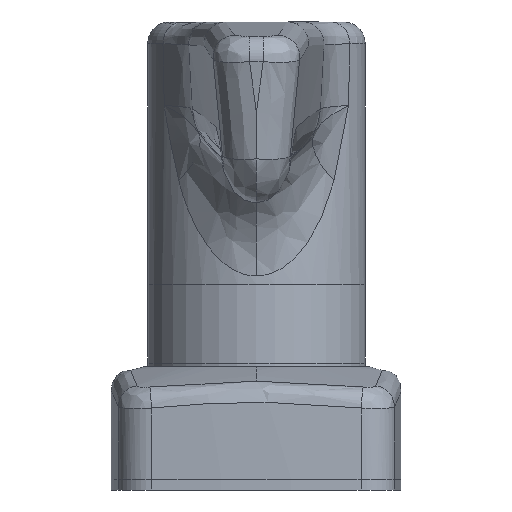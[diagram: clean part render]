
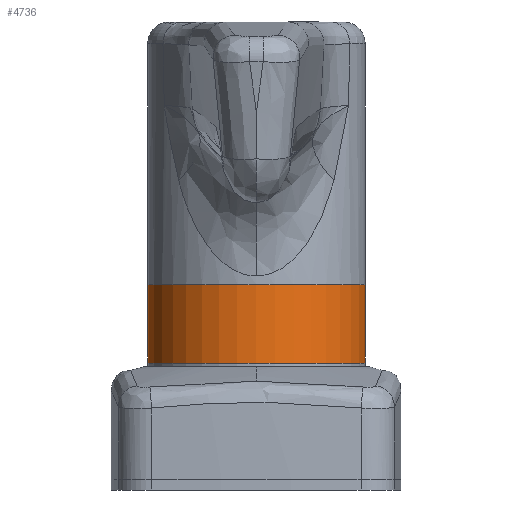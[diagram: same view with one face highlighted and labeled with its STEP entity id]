
A CAD part, front view. The second image highlights one B-rep face of the part: STEP entity #4736.
In plain terms, the highlighted cylindrical face has radius 15 mm (diameter 30 mm), a partial arc.
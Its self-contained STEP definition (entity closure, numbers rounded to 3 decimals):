
#139 = DIRECTION ( 'NONE',  ( 1., 0., 0. ) ) ;
#153 = CARTESIAN_POINT ( 'NONE',  ( 0., 0., -5. ) ) ;
#175 = DIRECTION ( 'NONE',  ( 0., 0., 1. ) ) ;
#191 = LINE ( 'NONE', #3598, #2034 ) ;
#193 = EDGE_LOOP ( 'NONE', ( #1748, #5738, #1318, #3831 ) ) ;
#742 = DIRECTION ( 'NONE',  ( 0., 0., 1. ) ) ;
#866 = AXIS2_PLACEMENT_3D ( 'NONE', #5523, #2190, #6161 ) ;
#912 = CARTESIAN_POINT ( 'NONE',  ( -15., 0., -15.8 ) ) ;
#983 = CIRCLE ( 'NONE', #866, 15. ) ;
#1197 = CIRCLE ( 'NONE', #1670, 15. ) ;
#1282 = CARTESIAN_POINT ( 'NONE',  ( 0., 0., 25.802 ) ) ;
#1283 = LINE ( 'NONE', #3546, #3922 ) ;
#1318 = ORIENTED_EDGE ( 'NONE', *, *, #1495, .F. ) ;
#1397 = CYLINDRICAL_SURFACE ( 'NONE', #2890, 15. ) ;
#1495 = EDGE_CURVE ( 'NONE', #4421, #3935, #1197, .T. ) ;
#1535 = EDGE_CURVE ( 'NONE', #3643, #4421, #191, .T. ) ;
#1670 = AXIS2_PLACEMENT_3D ( 'NONE', #153, #742, #2410 ) ;
#1748 = ORIENTED_EDGE ( 'NONE', *, *, #3713, .T. ) ;
#2034 = VECTOR ( 'NONE', #4217, 1000. ) ;
#2190 = DIRECTION ( 'NONE',  ( 0., 0., 1. ) ) ;
#2410 = DIRECTION ( 'NONE',  ( 1., 0., 0. ) ) ;
#2619 = EDGE_CURVE ( 'NONE', #6874, #3935, #1283, .T. ) ;
#2890 = AXIS2_PLACEMENT_3D ( 'NONE', #1282, #3657, #139 ) ;
#3045 = CARTESIAN_POINT ( 'NONE',  ( -15., 0., -5. ) ) ;
#3546 = CARTESIAN_POINT ( 'NONE',  ( -15., 0., 25.802 ) ) ;
#3598 = CARTESIAN_POINT ( 'NONE',  ( 15., 0., 25.802 ) ) ;
#3643 = VERTEX_POINT ( 'NONE', #6495 ) ;
#3657 = DIRECTION ( 'NONE',  ( 0., 0., 1. ) ) ;
#3713 = EDGE_CURVE ( 'NONE', #3643, #6874, #983, .T. ) ;
#3831 = ORIENTED_EDGE ( 'NONE', *, *, #1535, .F. ) ;
#3922 = VECTOR ( 'NONE', #175, 1000. ) ;
#3935 = VERTEX_POINT ( 'NONE', #3045 ) ;
#4217 = DIRECTION ( 'NONE',  ( 0., 0., 1. ) ) ;
#4421 = VERTEX_POINT ( 'NONE', #5740 ) ;
#4736 = ADVANCED_FACE ( 'NONE', ( #5767 ), #1397, .T. ) ;
#5523 = CARTESIAN_POINT ( 'NONE',  ( 0., 0., -15.8 ) ) ;
#5738 = ORIENTED_EDGE ( 'NONE', *, *, #2619, .T. ) ;
#5740 = CARTESIAN_POINT ( 'NONE',  ( 15., 0., -5. ) ) ;
#5767 = FACE_OUTER_BOUND ( 'NONE', #193, .T. ) ;
#6161 = DIRECTION ( 'NONE',  ( 1., 0., 0. ) ) ;
#6495 = CARTESIAN_POINT ( 'NONE',  ( 15., 0., -15.8 ) ) ;
#6874 = VERTEX_POINT ( 'NONE', #912 ) ;
